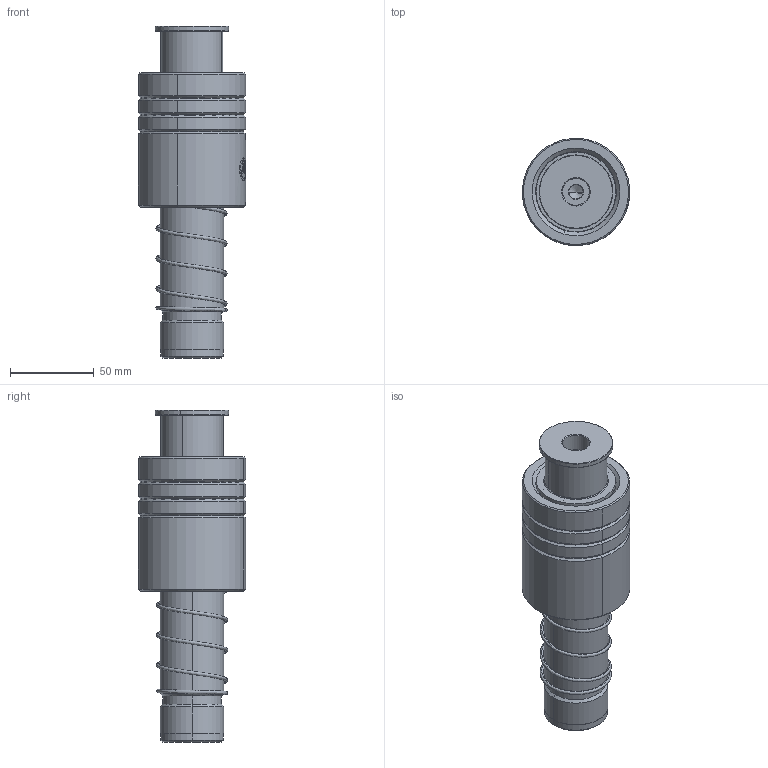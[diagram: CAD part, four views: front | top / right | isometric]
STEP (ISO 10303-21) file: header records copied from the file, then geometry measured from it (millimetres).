
FILE_DESCRIPTION (( 'STEP AP214' ), '1' );
FILE_NAME ('EKS EKJ-D38-L170(BL-80).STEP', '2021-09-27T01:05:28', ( '' ), ( '' ), 'SwSTEP 2.0', 'SolidWorks 2016', '' );
FILE_SCHEMA (( 'AUTOMOTIVE_DESIGN' ));
Length unit declared in the file: millimetre
Products named in the file (159): GTK-D44-d37; BALL-D5; BJ-D47.5-38.5-L75; TBB-D64-d48-L80; EKS EKJ-D38-L170(BL-80); BJ BS-47.5-38.5-L75郪蚾; MGK-D38-L170; HWP-D42.5-d38.5-L60
Assembly tree (153 placements, depth 3):
  GTK-D44-d37
  BALL-D5
  BALL-D5
  BALL-D5
  BALL-D5
Bounding box: 63.85 x 63.84 x 198 mm (x, y, z)
Volume: 373374.9 mm3; surface area: 108605 mm2
Topology: 149 solids, 149 shells, 709 faces, 2909 edges, 1923 vertices
Faces by surface type: sphere 576, cone 42, cylinder 38, plane 21, torus 18, bspline 14
Entity records: 35316 total; most frequent: CARTESIAN_POINT 18835, ORIENTED_EDGE 2348, DIRECTION 2108, EDGE_CURVE 1174, AXIS2_PLACEMENT_3D 1004, VERTEX_POINT 759, EDGE_LOOP 713, B_SPLINE_CURVE_WITH_KNOTS 641
